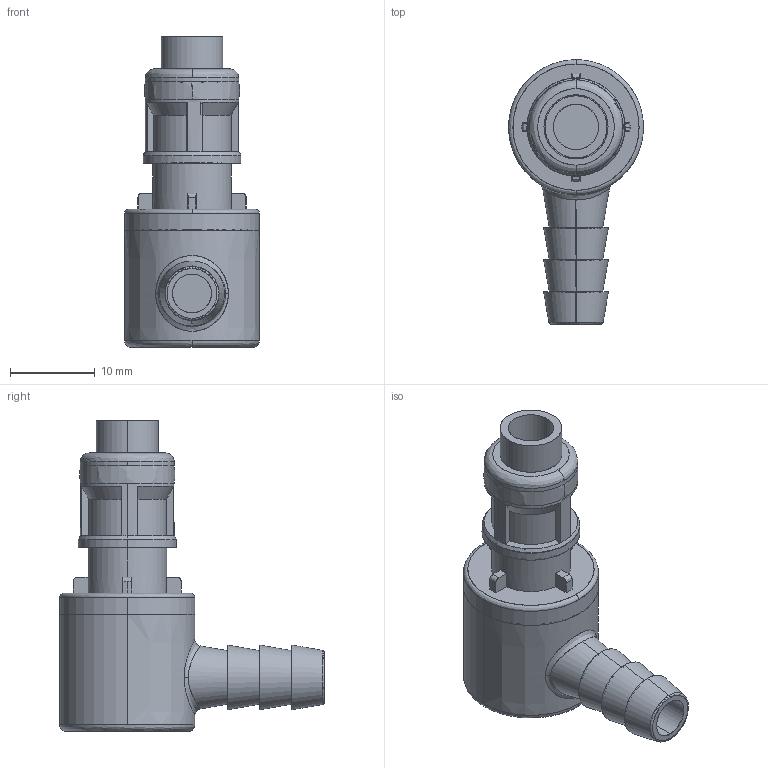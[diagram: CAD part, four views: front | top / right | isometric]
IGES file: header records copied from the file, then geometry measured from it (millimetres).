
Start section: SolidWorks IGES file using analytic representation for surfaces
Global section: file name: E-Q-160577.IGS; native system: SolidWorks 2017; preprocessor: SolidWorks 2017; author: wtsang; date: 170307.091542; units: inch
Bounding box: 15.88 x 31.11 x 36.58 mm (x, y, z)
Surface area: 5529 mm2 (no closed solid volume)
Topology: 0 solids, 0 shells, 188 faces, 2473 edges, 2472 vertices
Faces by surface type: bspline 104, revolution 84
